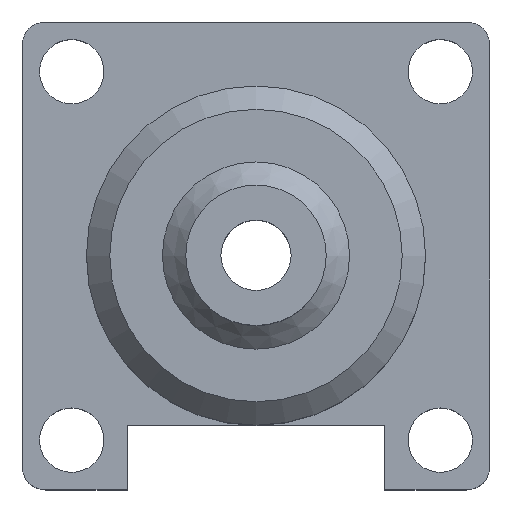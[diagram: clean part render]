
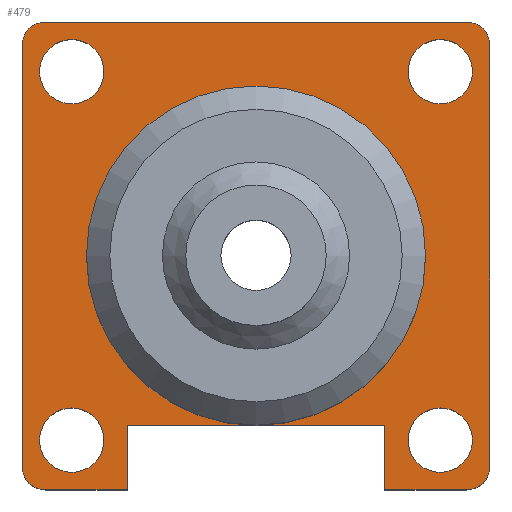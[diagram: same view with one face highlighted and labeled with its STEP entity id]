
A CAD part, top view. The second image highlights one B-rep face of the part: STEP entity #479.
In plain terms, the highlighted planar face has unit normal (0, 0, 1).
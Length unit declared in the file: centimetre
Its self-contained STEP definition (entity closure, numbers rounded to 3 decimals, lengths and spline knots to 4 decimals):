
#21=LINE('',#742,#53);
#24=LINE('',#748,#56);
#28=LINE('',#760,#60);
#31=LINE('',#766,#63);
#34=LINE('',#771,#66);
#35=LINE('',#773,#67);
#38=LINE('',#779,#70);
#41=LINE('',#785,#73);
#45=LINE('',#797,#77);
#49=LINE('',#807,#81);
#53=VECTOR('',#611,1.);
#56=VECTOR('',#616,1.);
#60=VECTOR('',#628,1.);
#63=VECTOR('',#633,1.);
#66=VECTOR('',#638,1.);
#67=VECTOR('',#639,1.);
#70=VECTOR('',#644,1.);
#73=VECTOR('',#649,1.);
#77=VECTOR('',#661,1.);
#81=VECTOR('',#673,1.);
#92=PLANE('',#535);
#119=FACE_BOUND('',#195,.T.);
#120=FACE_BOUND('',#196,.T.);
#121=FACE_BOUND('',#197,.T.);
#122=FACE_BOUND('',#198,.T.);
#154=FACE_OUTER_BOUND('',#194,.T.);
#194=EDGE_LOOP('',(#412,#413,#414,#415,#416,#417,#418,#419,#420,#421,#422,
#423,#424,#425,#426));
#195=EDGE_LOOP('',(#427));
#196=EDGE_LOOP('',(#428));
#197=EDGE_LOOP('',(#429));
#198=EDGE_LOOP('',(#430));
#213=CIRCLE('',#495,0.725);
#217=CIRCLE('',#503,0.1375);
#219=CIRCLE('',#506,0.1375);
#221=CIRCLE('',#509,0.1375);
#223=CIRCLE('',#512,0.1375);
#226=CIRCLE('',#516,0.1);
#228=CIRCLE('',#521,0.1);
#230=CIRCLE('',#529,0.1);
#232=CIRCLE('',#533,0.1);
#239=VERTEX_POINT('',#698);
#243=VERTEX_POINT('',#710);
#245=VERTEX_POINT('',#715);
#247=VERTEX_POINT('',#720);
#249=VERTEX_POINT('',#725);
#253=VERTEX_POINT('',#733);
#254=VERTEX_POINT('',#735);
#256=VERTEX_POINT('',#741);
#258=VERTEX_POINT('',#747);
#260=VERTEX_POINT('',#753);
#262=VERTEX_POINT('',#759);
#264=VERTEX_POINT('',#765);
#266=VERTEX_POINT('',#772);
#268=VERTEX_POINT('',#778);
#270=VERTEX_POINT('',#784);
#272=VERTEX_POINT('',#790);
#274=VERTEX_POINT('',#796);
#276=VERTEX_POINT('',#802);
#283=EDGE_CURVE('',#239,#239,#213,.T.);
#287=EDGE_CURVE('',#243,#243,#217,.T.);
#289=EDGE_CURVE('',#245,#245,#219,.T.);
#291=EDGE_CURVE('',#247,#247,#221,.T.);
#293=EDGE_CURVE('',#249,#249,#223,.T.);
#297=EDGE_CURVE('',#254,#253,#226,.T.);
#300=EDGE_CURVE('',#256,#254,#21,.T.);
#303=EDGE_CURVE('',#258,#256,#24,.T.);
#306=EDGE_CURVE('',#260,#258,#228,.T.);
#309=EDGE_CURVE('',#262,#260,#28,.T.);
#312=EDGE_CURVE('',#264,#262,#31,.T.);
#315=EDGE_CURVE('',#239,#264,#34,.T.);
#316=EDGE_CURVE('',#266,#239,#35,.T.);
#319=EDGE_CURVE('',#268,#266,#38,.T.);
#322=EDGE_CURVE('',#270,#268,#41,.T.);
#325=EDGE_CURVE('',#272,#270,#230,.T.);
#328=EDGE_CURVE('',#274,#272,#45,.T.);
#331=EDGE_CURVE('',#276,#274,#232,.T.);
#334=EDGE_CURVE('',#253,#276,#49,.T.);
#412=ORIENTED_EDGE('',*,*,#334,.T.);
#413=ORIENTED_EDGE('',*,*,#331,.T.);
#414=ORIENTED_EDGE('',*,*,#328,.T.);
#415=ORIENTED_EDGE('',*,*,#325,.T.);
#416=ORIENTED_EDGE('',*,*,#322,.T.);
#417=ORIENTED_EDGE('',*,*,#319,.T.);
#418=ORIENTED_EDGE('',*,*,#316,.T.);
#419=ORIENTED_EDGE('',*,*,#283,.T.);
#420=ORIENTED_EDGE('',*,*,#315,.T.);
#421=ORIENTED_EDGE('',*,*,#312,.T.);
#422=ORIENTED_EDGE('',*,*,#309,.T.);
#423=ORIENTED_EDGE('',*,*,#306,.T.);
#424=ORIENTED_EDGE('',*,*,#303,.T.);
#425=ORIENTED_EDGE('',*,*,#300,.T.);
#426=ORIENTED_EDGE('',*,*,#297,.T.);
#427=ORIENTED_EDGE('',*,*,#293,.T.);
#428=ORIENTED_EDGE('',*,*,#291,.T.);
#429=ORIENTED_EDGE('',*,*,#289,.T.);
#430=ORIENTED_EDGE('',*,*,#287,.T.);
#479=ADVANCED_FACE('',(#154,#119,#120,#121,#122),#92,.T.);
#495=AXIS2_PLACEMENT_3D('',#699,#562,#563);
#503=AXIS2_PLACEMENT_3D('',#711,#578,#579);
#506=AXIS2_PLACEMENT_3D('',#716,#584,#585);
#509=AXIS2_PLACEMENT_3D('',#721,#590,#591);
#512=AXIS2_PLACEMENT_3D('',#726,#596,#597);
#516=AXIS2_PLACEMENT_3D('',#736,#605,#606);
#521=AXIS2_PLACEMENT_3D('',#754,#622,#623);
#529=AXIS2_PLACEMENT_3D('',#791,#655,#656);
#533=AXIS2_PLACEMENT_3D('',#803,#667,#668);
#535=AXIS2_PLACEMENT_3D('',#808,#674,#675);
#562=DIRECTION('center_axis',(0.,0.,-1.));
#563=DIRECTION('ref_axis',(1.,0.,0.));
#578=DIRECTION('center_axis',(0.,0.,-1.));
#579=DIRECTION('ref_axis',(1.,0.,0.));
#584=DIRECTION('center_axis',(0.,0.,-1.));
#585=DIRECTION('ref_axis',(1.,0.,0.));
#590=DIRECTION('center_axis',(0.,0.,-1.));
#591=DIRECTION('ref_axis',(1.,0.,0.));
#596=DIRECTION('center_axis',(0.,0.,-1.));
#597=DIRECTION('ref_axis',(1.,0.,0.));
#605=DIRECTION('center_axis',(0.,0.,1.));
#606=DIRECTION('ref_axis',(1.,0.,0.));
#611=DIRECTION('',(0.,1.,0.));
#616=DIRECTION('',(0.,1.,0.));
#622=DIRECTION('center_axis',(0.,0.,1.));
#623=DIRECTION('ref_axis',(0.,-1.,0.));
#628=DIRECTION('',(1.,0.,0.));
#633=DIRECTION('',(0.,-1.,0.));
#638=DIRECTION('',(1.,0.,0.));
#639=DIRECTION('',(1.,0.,0.));
#644=DIRECTION('',(0.,1.,0.));
#649=DIRECTION('',(1.,0.,0.));
#655=DIRECTION('center_axis',(0.,0.,1.));
#656=DIRECTION('ref_axis',(-1.,0.,0.));
#661=DIRECTION('',(0.,-1.,0.));
#667=DIRECTION('center_axis',(0.,0.,1.));
#668=DIRECTION('ref_axis',(0.,1.,0.));
#673=DIRECTION('',(-1.,0.,0.));
#674=DIRECTION('center_axis',(0.,0.,1.));
#675=DIRECTION('ref_axis',(1.,0.,0.));
#698=CARTESIAN_POINT('',(1.,0.275,0.3));
#699=CARTESIAN_POINT('Origin',(1.,1.,0.3));
#710=CARTESIAN_POINT('',(1.65,1.7875,0.3));
#711=CARTESIAN_POINT('Origin',(1.7875,1.7875,0.3));
#715=CARTESIAN_POINT('',(0.075,1.7875,0.3));
#716=CARTESIAN_POINT('Origin',(0.2125,1.7875,0.3));
#720=CARTESIAN_POINT('',(1.65,0.2125,0.3));
#721=CARTESIAN_POINT('Origin',(1.7875,0.2125,0.3));
#725=CARTESIAN_POINT('',(0.075,0.2125,0.3));
#726=CARTESIAN_POINT('Origin',(0.2125,0.2125,0.3));
#733=CARTESIAN_POINT('',(1.9,2.,0.3));
#735=CARTESIAN_POINT('',(2.,1.9,0.3));
#736=CARTESIAN_POINT('Origin',(1.9,1.9,0.3));
#741=CARTESIAN_POINT('',(2.,1.,0.3));
#742=CARTESIAN_POINT('',(2.,1.9,0.3));
#747=CARTESIAN_POINT('',(2.,0.1,0.3));
#748=CARTESIAN_POINT('',(2.,0.1,0.3));
#753=CARTESIAN_POINT('',(1.9,0.,0.3));
#754=CARTESIAN_POINT('Origin',(1.9,0.1,0.3));
#759=CARTESIAN_POINT('',(1.55,0.,0.3));
#760=CARTESIAN_POINT('',(1.55,0.,0.3));
#765=CARTESIAN_POINT('',(1.55,0.275,0.3));
#766=CARTESIAN_POINT('',(1.55,0.275,0.3));
#771=CARTESIAN_POINT('',(0.45,0.275,0.3));
#772=CARTESIAN_POINT('',(0.45,0.275,0.3));
#773=CARTESIAN_POINT('',(0.45,0.275,0.3));
#778=CARTESIAN_POINT('',(0.45,0.,0.3));
#779=CARTESIAN_POINT('',(0.45,0.,0.3));
#784=CARTESIAN_POINT('',(0.1,0.,0.3));
#785=CARTESIAN_POINT('',(0.1,0.,0.3));
#790=CARTESIAN_POINT('',(0.,0.1,0.3));
#791=CARTESIAN_POINT('Origin',(0.1,0.1,0.3));
#796=CARTESIAN_POINT('',(0.,1.9,0.3));
#797=CARTESIAN_POINT('',(0.,1.9,0.3));
#802=CARTESIAN_POINT('',(0.1,2.,0.3));
#803=CARTESIAN_POINT('Origin',(0.1,1.9,0.3));
#807=CARTESIAN_POINT('',(1.,2.,0.3));
#808=CARTESIAN_POINT('Origin',(1.,1.,0.3));
